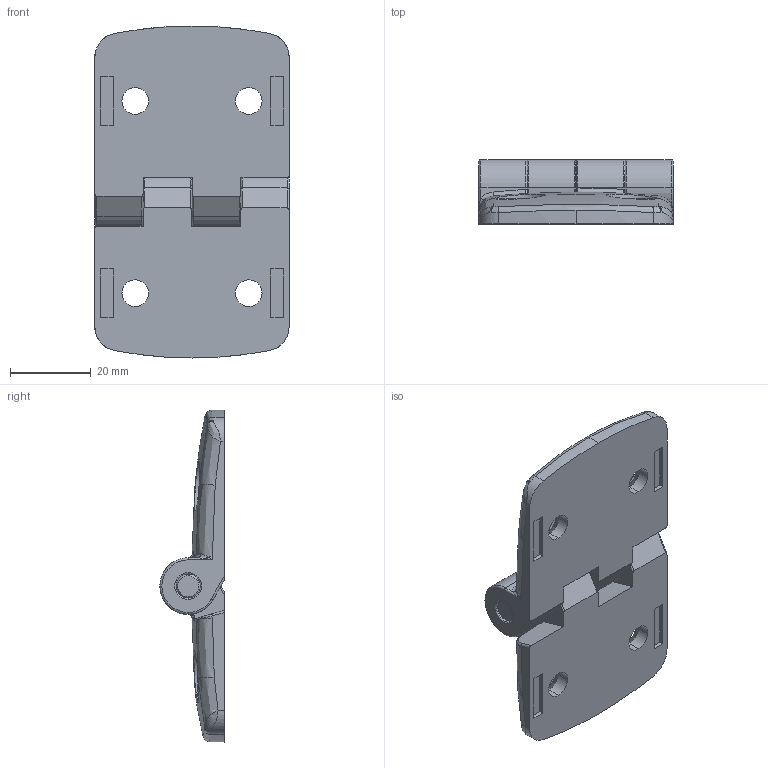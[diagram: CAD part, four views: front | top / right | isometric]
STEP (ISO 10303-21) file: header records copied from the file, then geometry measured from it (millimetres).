
FILE_DESCRIPTION((''),'2;1');
FILE_NAME('12121_TECAJ_PA_45X40_ASM','2022-09-19T08:10:35',('PredragRovcanin'),('Audax d.o.o.'),'CREO PARAMETRIC BY PTC INC, 2020281','CREO PARAMETRIC BY PTC INC, 2020281','');
FILE_SCHEMA(('AP242_MANAGED_MODEL_BASED_3D_ENGINEERING_MIM_LF { 1 0 10303 442 1 1 4 }'));
Length unit declared in the file: millimetre
Products named in the file (4): 12121_TECAJ_PA_45X40_A; 12121_TECAJ_PA_45X40_B; 12121_TECAJ_PA_45X40_C; 12121_TECAJ_PA_45X40_ASM
Assembly tree (3 placements, depth 2):
  12121_TECAJ_PA_45X40_ASM
    12121_TECAJ_PA_45X40_A
    12121_TECAJ_PA_45X40_B
    12121_TECAJ_PA_45X40_C
Bounding box: 48 x 15.9 x 82 mm (x, y, z)
Volume: 27156.1 mm3; surface area: 12962.1 mm2
Topology: 3 solids, 3 shells, 192 faces, 496 edges, 310 vertices
Faces by surface type: cylinder 60, plane 47, bspline 45, torus 28, cone 12
Entity records: 12144 total; most frequent: CARTESIAN_POINT 4250, ORIENTED_EDGE 970, DIRECTION 803, PRESENTATION_STYLE_ASSIGNMENT 688, STYLED_ITEM 677, CURVE_STYLE 493, EDGE_CURVE 485, COLOUR_RGB 324
